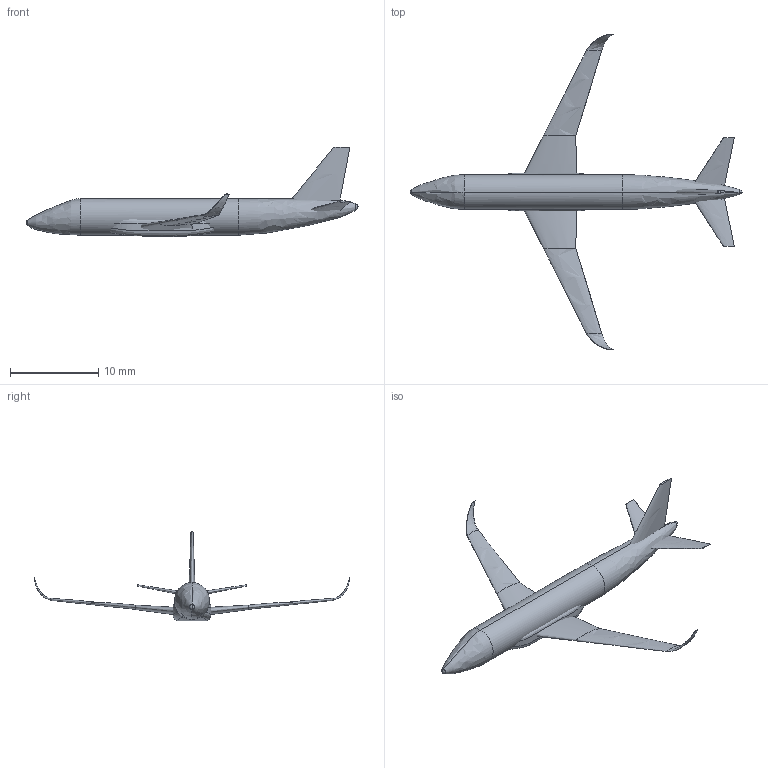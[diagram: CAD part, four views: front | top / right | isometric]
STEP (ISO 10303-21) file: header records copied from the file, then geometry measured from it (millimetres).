
FILE_DESCRIPTION(('Open CASCADE Model'),'2;1');
FILE_NAME('Open CASCADE Shape Model','2019-01-09T16:22:37',('Author'),( 'Open CASCADE'),'Open CASCADE STEP processor 7.3','Open CASCADE 7.3' ,'Unknown');
FILE_SCHEMA(('AUTOMOTIVE_DESIGN { 1 0 10303 214 1 1 1 1 }'));
Length unit declared in the file: millimetre
Products named in the file (6): Open CASCADE STEP translator 7.3 1; Open CASCADE STEP translator 7.3 1.1; Open CASCADE STEP translator 7.3 1.2; Open CASCADE STEP translator 7.3 1.3; Open CASCADE STEP translator 7.3 1.4; Open CASCADE STEP translator 7.3 1.5
Assembly tree (5 placements, depth 2):
  Open CASCADE STEP translator 7.3 1
    Open CASCADE STEP translator 7.3 1.1
    Open CASCADE STEP translator 7.3 1.2
    Open CASCADE STEP translator 7.3 1.3
    Open CASCADE STEP translator 7.3 1.4
    Open CASCADE STEP translator 7.3 1.5
Bounding box: 37.57 x 35.71 x 10.12 mm (x, y, z)
Volume: 506.1 mm3; surface area: 938.2 mm2
Topology: 5 solids, 5 shells, 44 faces, 80 edges, 42 vertices
Faces by surface type: bspline 38, plane 6
Entity records: 31070 total; most frequent: CARTESIAN_POINT 29700, ORIENTED_EDGE 152, PCURVE 152, DEFINITIONAL_REPRESENTATION 152, DIRECTION 147, LINE 123, VECTOR 123, B_SPLINE_CURVE_WITH_KNOTS 79
